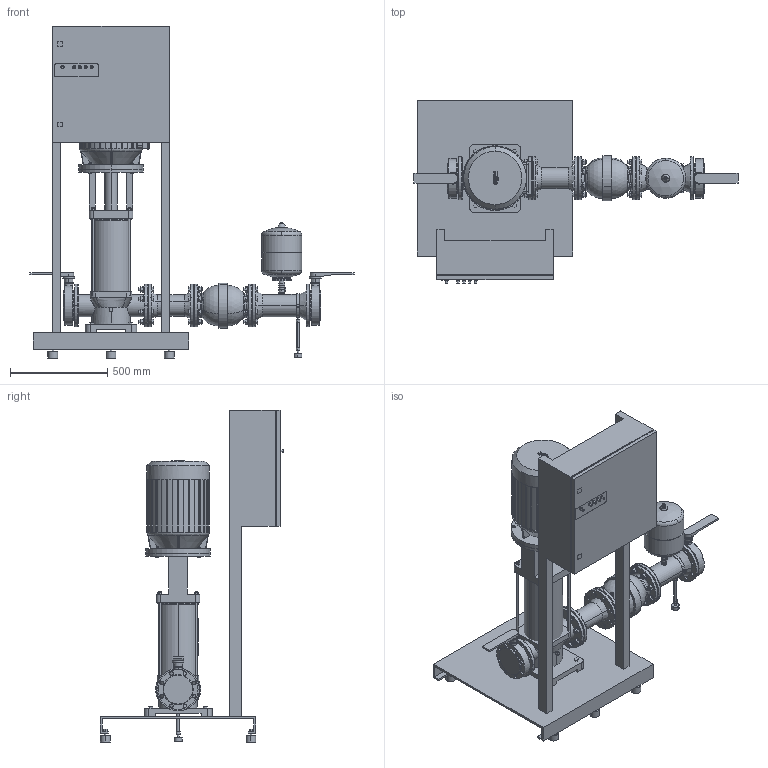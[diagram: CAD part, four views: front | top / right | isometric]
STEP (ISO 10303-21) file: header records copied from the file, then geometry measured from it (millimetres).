
FILE_DESCRIPTION((''),'2;1');
FILE_NAME('3d_FLA-1MVI7003_2PN10-2536579.stp','2013-07-05T14:13:10',(''),(''),'Mechanical Desktop 2009','Mechanical Desktop 2009',', , ');
FILE_SCHEMA(('CONFIG_CONTROL_DESIGN'));
Length unit declared in the file: millimetre
Products named in the file (1): Product
Bounding box: 1669 x 943 x 1710 mm (x, y, z)
Volume: 181831262 mm3; surface area: 7404371.7 mm2
Topology: 65 solids, 69 shells, 2014 faces, 4863 edges, 3130 vertices
Faces by surface type: bspline 733, plane 652, cylinder 465, cone 92, torus 58, sphere 14
Full cylindrical faces by diameter (mm): 114.3 x2, 205 x2
Entity records: 64849 total; most frequent: CARTESIAN_POINT 18636, ORIENTED_EDGE 9658, DIRECTION 9120, EDGE_CURVE 4829, VERTEX_POINT 3117, AXIS2_PLACEMENT_3D 3113, VECTOR 2894, LINE 2894
